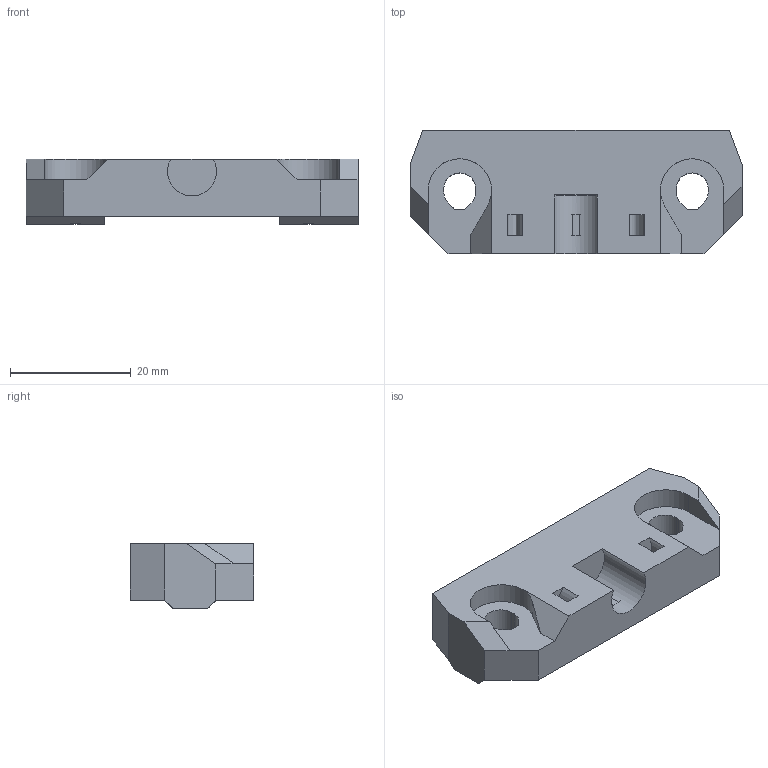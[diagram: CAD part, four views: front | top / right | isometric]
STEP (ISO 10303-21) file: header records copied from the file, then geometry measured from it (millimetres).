
FILE_DESCRIPTION(/* description */ (''),/* implementation_level */ '2;1');
FILE_NAME(/* name */ 'rod_holder.step',/* time_stamp */ '2017-10-28T17:36:14+02:00',/* author */ ('gregsaun'),/* organization */ (''),/* preprocessor_version */ 'ST-DEVELOPER v16.13',/* originating_system */ 'Autodesk Translation Framework v6.5.0.72',/* authorisation */ '');
FILE_SCHEMA (('AUTOMOTIVE_DESIGN { 1 0 10303 214 3 1 1 }'));
Length unit declared in the file: millimetre
Products named in the file (1): rod_holder
Bounding box: 55 x 20.5 x 10.8 mm (x, y, z)
Volume: 7522.3 mm3; surface area: 4850.9 mm2
Topology: 1 solids, 8 shells, 101 faces, 260 edges, 172 vertices
Faces by surface type: plane 88, cylinder 13
Entity records: 3078 total; most frequent: CARTESIAN_POINT 534, ORIENTED_EDGE 520, DIRECTION 498, EDGE_CURVE 260, LINE 226, VECTOR 226, VERTEX_POINT 172, AXIS2_PLACEMENT_3D 136
